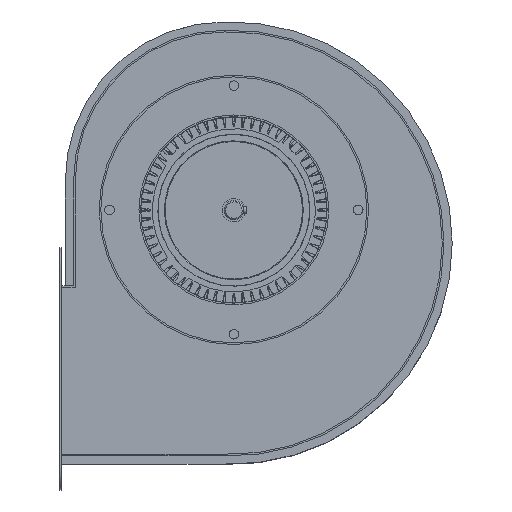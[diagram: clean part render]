
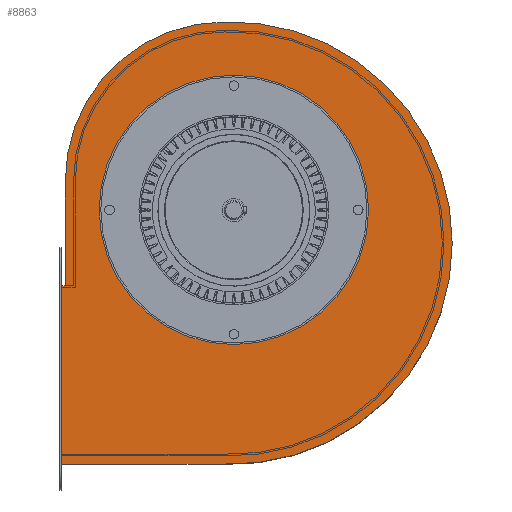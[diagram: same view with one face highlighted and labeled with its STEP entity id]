
A CAD part, top view. The second image highlights one B-rep face of the part: STEP entity #8863.
In plain terms, the highlighted planar face has unit normal (0, 0, 1).
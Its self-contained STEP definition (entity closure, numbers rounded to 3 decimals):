
#1267 = VERTEX_POINT ( 'NONE', #146108 ) ;
#6576 = CIRCLE ( 'NONE', #6679, 97.5 ) ;
#6679 = AXIS2_PLACEMENT_3D ( 'NONE', #84519, #25333, #144376 ) ;
#7992 = VERTEX_POINT ( 'NONE', #108383 ) ;
#8646 = DIRECTION ( 'NONE',  ( 0., 0., -1. ) ) ;
#8805 = ORIENTED_EDGE ( 'NONE', *, *, #30327, .F. ) ;
#8863 = ADVANCED_FACE ( 'NONE', ( #95199, #57878 ), #13480, .T. ) ;
#9749 = AXIS2_PLACEMENT_3D ( 'NONE', #110582, #143261, #95079 ) ;
#12163 = CARTESIAN_POINT ( 'NONE',  ( -124.8, 0., 70. ) ) ;
#13480 = PLANE ( 'NONE',  #63445 ) ;
#13699 = DIRECTION ( 'NONE',  ( 0., -1., 0. ) ) ;
#15601 = LINE ( 'NONE', #41232, #27110 ) ;
#19528 = DIRECTION ( 'NONE',  ( -1., 0., 0. ) ) ;
#20487 = DIRECTION ( 'NONE',  ( 1., 0., 0. ) ) ;
#22047 = DIRECTION ( 'NONE',  ( 1., 0., 0. ) ) ;
#25333 = DIRECTION ( 'NONE',  ( 0., 0., 1. ) ) ;
#27110 = VECTOR ( 'NONE', #133867, 1000. ) ;
#27139 = EDGE_CURVE ( 'NONE', #7992, #80868, #105890, .T. ) ;
#27262 = EDGE_CURVE ( 'NONE', #33513, #7992, #131273, .T. ) ;
#28097 = EDGE_CURVE ( 'NONE', #37732, #1267, #77967, .T. ) ;
#29604 = CIRCLE ( 'NONE', #9749, 115. ) ;
#30327 = EDGE_CURVE ( 'NONE', #37732, #128095, #29604, .T. ) ;
#33513 = VERTEX_POINT ( 'NONE', #128568 ) ;
#37732 = VERTEX_POINT ( 'NONE', #67360 ) ;
#39859 = CARTESIAN_POINT ( 'NONE',  ( -122., 0., 70. ) ) ;
#41232 = CARTESIAN_POINT ( 'NONE',  ( 0., -54.8, 70. ) ) ;
#49273 = DIRECTION ( 'NONE',  ( 0., 0., 1. ) ) ;
#52033 = EDGE_CURVE ( 'NONE', #1267, #152007, #15601, .T. ) ;
#54643 = EDGE_LOOP ( 'NONE', ( #128772, #78118, #137788, #119197, #98363, #8805, #84158 ) ) ;
#57878 = FACE_BOUND ( 'NONE', #145768, .T. ) ;
#59143 = AXIS2_PLACEMENT_3D ( 'NONE', #127091, #137998, #20487 ) ;
#63445 = AXIS2_PLACEMENT_3D ( 'NONE', #142606, #49273, #22047 ) ;
#65814 = EDGE_CURVE ( 'NONE', #152007, #80868, #84514, .T. ) ;
#67360 = CARTESIAN_POINT ( 'NONE',  ( -122., 21., 70. ) ) ;
#69792 = VERTEX_POINT ( 'NONE', #112099 ) ;
#70084 = CARTESIAN_POINT ( 'NONE',  ( -2., -24., 70. ) ) ;
#77967 = LINE ( 'NONE', #39859, #129046 ) ;
#78118 = ORIENTED_EDGE ( 'NONE', *, *, #65814, .T. ) ;
#80868 = VERTEX_POINT ( 'NONE', #96214 ) ;
#83974 = DIRECTION ( 'NONE',  ( 0., 0., -1. ) ) ;
#84158 = ORIENTED_EDGE ( 'NONE', *, *, #28097, .T. ) ;
#84514 = LINE ( 'NONE', #12163, #148723 ) ;
#84519 = CARTESIAN_POINT ( 'NONE',  ( 0., 0., 70. ) ) ;
#90716 = CIRCLE ( 'NONE', #128025, 160.078 ) ;
#91502 = AXIS2_PLACEMENT_3D ( 'NONE', #70084, #8646, #117569 ) ;
#91614 = VECTOR ( 'NONE', #19528, 1000. ) ;
#95079 = DIRECTION ( 'NONE',  ( 1., 0., 0. ) ) ;
#95199 = FACE_OUTER_BOUND ( 'NONE', #54643, .T. ) ;
#96214 = CARTESIAN_POINT ( 'NONE',  ( -124.8, -184., 70. ) ) ;
#96430 = DIRECTION ( 'NONE',  ( 1., 0., 0. ) ) ;
#96980 = EDGE_CURVE ( 'NONE', #98961, #69792, #6576, .T. ) ;
#98363 = ORIENTED_EDGE ( 'NONE', *, *, #103377, .F. ) ;
#98961 = VERTEX_POINT ( 'NONE', #153475 ) ;
#103377 = EDGE_CURVE ( 'NONE', #128095, #33513, #90716, .T. ) ;
#105890 = LINE ( 'NONE', #140103, #91614 ) ;
#106652 = ORIENTED_EDGE ( 'NONE', *, *, #128070, .F. ) ;
#108383 = CARTESIAN_POINT ( 'NONE',  ( -7., -184., 70. ) ) ;
#108387 = CARTESIAN_POINT ( 'NONE',  ( -7., 136., 70. ) ) ;
#110582 = CARTESIAN_POINT ( 'NONE',  ( -7., 21., 70. ) ) ;
#112099 = CARTESIAN_POINT ( 'NONE',  ( 97.5, 0., 70. ) ) ;
#117569 = DIRECTION ( 'NONE',  ( 1., 0., 0. ) ) ;
#119197 = ORIENTED_EDGE ( 'NONE', *, *, #27262, .F. ) ;
#123100 = DIRECTION ( 'NONE',  ( 0., -1., 0. ) ) ;
#127091 = CARTESIAN_POINT ( 'NONE',  ( 0., 0., 70. ) ) ;
#128025 = AXIS2_PLACEMENT_3D ( 'NONE', #144601, #83974, #96430 ) ;
#128070 = EDGE_CURVE ( 'NONE', #69792, #98961, #131091, .T. ) ;
#128095 = VERTEX_POINT ( 'NONE', #108387 ) ;
#128568 = CARTESIAN_POINT ( 'NONE',  ( 158.078, -24., 70. ) ) ;
#128772 = ORIENTED_EDGE ( 'NONE', *, *, #52033, .T. ) ;
#129046 = VECTOR ( 'NONE', #123100, 1000. ) ;
#131091 = CIRCLE ( 'NONE', #59143, 97.5 ) ;
#131273 = CIRCLE ( 'NONE', #91502, 160.078 ) ;
#133867 = DIRECTION ( 'NONE',  ( -1., 0., 0. ) ) ;
#137788 = ORIENTED_EDGE ( 'NONE', *, *, #27139, .F. ) ;
#137998 = DIRECTION ( 'NONE',  ( 0., 0., 1. ) ) ;
#140103 = CARTESIAN_POINT ( 'NONE',  ( 0., -184., 70. ) ) ;
#142606 = CARTESIAN_POINT ( 'NONE',  ( 0., 0., 70. ) ) ;
#143261 = DIRECTION ( 'NONE',  ( 0., 0., -1. ) ) ;
#144376 = DIRECTION ( 'NONE',  ( 1., 0., 0. ) ) ;
#144601 = CARTESIAN_POINT ( 'NONE',  ( -2., -24., 70. ) ) ;
#145768 = EDGE_LOOP ( 'NONE', ( #153213, #106652 ) ) ;
#146108 = CARTESIAN_POINT ( 'NONE',  ( -122., -54.8, 70. ) ) ;
#148723 = VECTOR ( 'NONE', #13699, 1000. ) ;
#152007 = VERTEX_POINT ( 'NONE', #152929 ) ;
#152929 = CARTESIAN_POINT ( 'NONE',  ( -124.8, -54.8, 70. ) ) ;
#153213 = ORIENTED_EDGE ( 'NONE', *, *, #96980, .F. ) ;
#153475 = CARTESIAN_POINT ( 'NONE',  ( -97.5, 0., 70. ) ) ;
